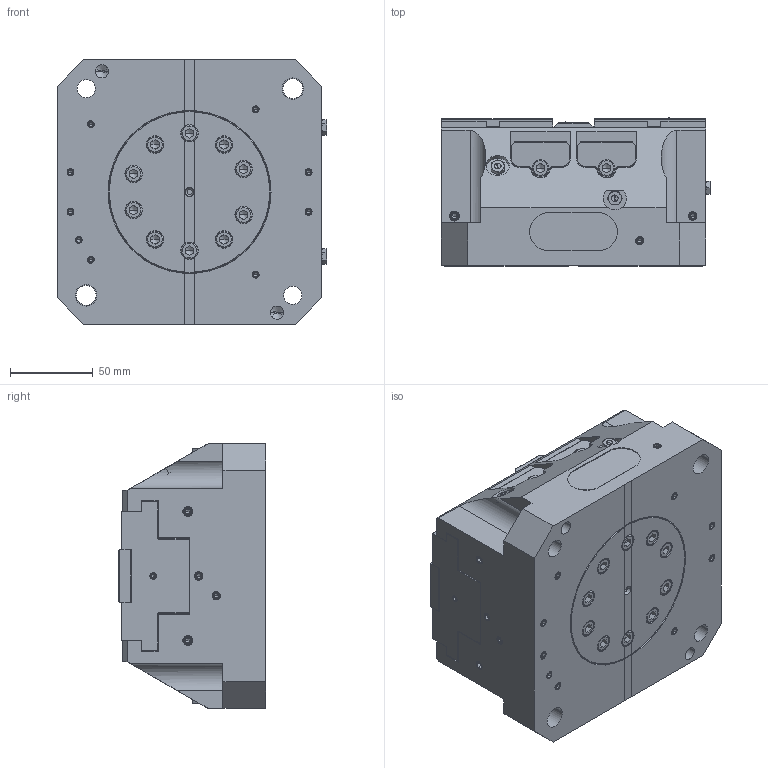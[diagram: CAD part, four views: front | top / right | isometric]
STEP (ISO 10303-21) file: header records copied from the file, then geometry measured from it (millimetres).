
FILE_DESCRIPTION((''),'2;1');
FILE_NAME('ILCM-VCV-160-C1-ID','2025-03-31T15:42:47',('AThompson'),(''),'CREO PARAMETRIC BY PTC INC, 2021164','CREO PARAMETRIC BY PTC INC, 2021164','');
FILE_SCHEMA(('AUTOMOTIVE_DESIGN { 1 0 10303 214 1 1 1 1 }'));
Length unit declared in the file: millimetre
Products named in the file (23): ISO_4762__-_M4_X_25_1; INGRASSATORE_M6X1_-_COD_D2-31-0; D10910_DIM_A_1; SFERA__X_F83_00_1; ORM-0060-15_00_1; D12020_-_DIM_A_1; DIN_915_-_M5_X_10_1; ISO_4762__-_M6_X_12_1; ISO_10642_-_M4_X__8_1; ISO_8734_-_4_X_10_-_A_1; ISO_4762__-_M6_X_10_1; DIN_913_-_M6_X_6_1; DIN_913_-_M5_X_5_1; DIN_913_-_M4_X_4_1; ISO_4762__-_M5_X_8_1; CORPO_160-1_00_1; VFB-160-GRIFFA-C1-1_00_1; VFB-160-FONDELLO-ID-C1-1_00_1; VFB-160-TALLONE_00_1; VFB-160-PIASTRINA_00_1; VFB-160-MASCHERINA_00_1; VFB_160_C1_ID_00_1; ILCM-VCV-160-C1-ID
Assembly tree (73 placements, depth 3):
  ILCM-VCV-160-C1-ID
    VFB_160_C1_ID_00_1
      ISO_4762__-_M4_X_25_1  x2
      INGRASSATORE_M6X1_-_COD_D2-31-0  x6
      D10910_DIM_A_1  x2
      SFERA__X_F83_00_1  x2
      ORM-0060-15_00_1
      D12020_-_DIM_A_1  x2
      DIN_915_-_M5_X_10_1  x2
      ISO_4762__-_M6_X_12_1  x11
      ISO_10642_-_M4_X__8_1  x2
      ISO_8734_-_4_X_10_-_A_1  x2
      ISO_4762__-_M6_X_10_1
      DIN_913_-_M6_X_6_1  x4
      DIN_913_-_M5_X_5_1  x20
      DIN_913_-_M4_X_4_1  x2
      ISO_4762__-_M5_X_8_1  x4
      CORPO_160-1_00_1
      VFB-160-GRIFFA-C1-1_00_1  x2
      VFB-160-FONDELLO-ID-C1-1_00_1
      VFB-160-TALLONE_00_1  x2
      VFB-160-PIASTRINA_00_1
      VFB-160-MASCHERINA_00_1  x2
Bounding box: 163 x 89.41 x 160 mm (x, y, z)
Volume: 1775921.1 mm3; surface area: 243383.1 mm2
Topology: 72 solids, 72 shells, 2054 faces, 5011 edges, 3023 vertices
Faces by surface type: plane 879, cone 572, cylinder 491, torus 76, bspline 24, sphere 12
Entity records: 51563 total; most frequent: CARTESIAN_POINT 14514, DIRECTION 5399, ORIENTED_EDGE 4402, PRESENTATION_STYLE_ASSIGNMENT 2945, STYLED_ITEM 2945, EDGE_CURVE 2201, CURVE_STYLE 2164, AXIS2_PLACEMENT_3D 2038
